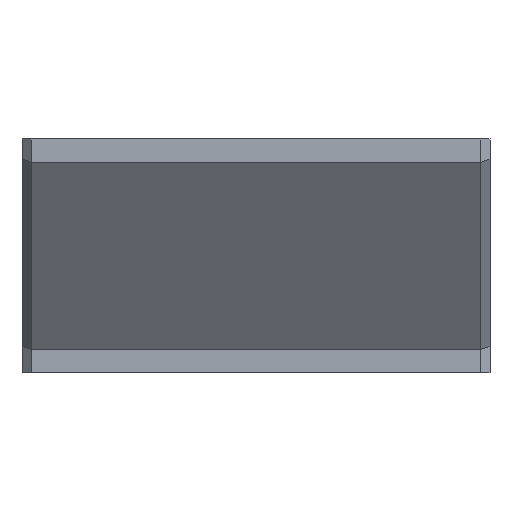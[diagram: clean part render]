
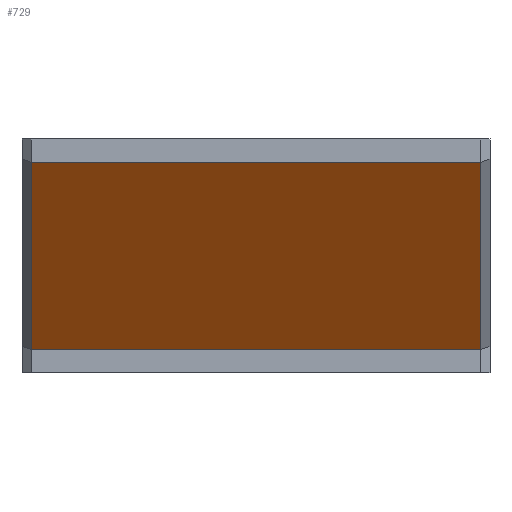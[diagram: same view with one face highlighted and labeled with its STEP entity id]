
A CAD part, left-side view. The second image highlights one B-rep face of the part: STEP entity #729.
In plain terms, the highlighted planar face has unit normal (-0.795, 0, -0.606).
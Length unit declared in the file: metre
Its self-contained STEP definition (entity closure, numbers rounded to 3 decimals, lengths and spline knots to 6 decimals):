
#43=LINE('',#1105,#133);
#44=LINE('',#1108,#134);
#45=LINE('',#1110,#135);
#46=LINE('',#1112,#136);
#133=VECTOR('',#865,1.);
#134=VECTOR('',#866,1.);
#135=VECTOR('',#867,1.);
#136=VECTOR('',#868,1.);
#228=ORIENTED_EDGE('',*,*,#427,.F.);
#229=ORIENTED_EDGE('',*,*,#428,.T.);
#230=ORIENTED_EDGE('',*,*,#429,.T.);
#231=ORIENTED_EDGE('',*,*,#430,.T.);
#427=EDGE_CURVE('',#526,#527,#43,.T.);
#428=EDGE_CURVE('',#526,#528,#44,.T.);
#429=EDGE_CURVE('',#528,#529,#45,.T.);
#430=EDGE_CURVE('',#529,#527,#46,.T.);
#526=VERTEX_POINT('',#1106);
#527=VERTEX_POINT('',#1107);
#528=VERTEX_POINT('',#1109);
#529=VERTEX_POINT('',#1111);
#584=EDGE_LOOP('',(#228,#229,#230,#231));
#640=FACE_BOUND('',#584,.T.);
#692=PLANE('',#787);
#729=ADVANCED_FACE('',(#640),#692,.T.);
#787=AXIS2_PLACEMENT_3D('',#1104,#863,#864);
#863=DIRECTION('',(-0.795,0.,-0.606));
#864=DIRECTION('',(-0.606,0.,0.795));
#865=DIRECTION('',(0.,1.,0.));
#866=DIRECTION('',(-0.606,0.,0.795));
#867=DIRECTION('',(0.,1.,0.));
#868=DIRECTION('',(0.606,0.,-0.795));
#1104=CARTESIAN_POINT('',(-0.0261,-0.04,0.008));
#1105=CARTESIAN_POINT('',(-0.02,-0.04,0.));
#1106=CARTESIAN_POINT('',(-0.02,-0.0392,0.));
#1107=CARTESIAN_POINT('',(-0.02,-0.0008,0.));
#1108=CARTESIAN_POINT('',(-0.0261,-0.0392,0.008));
#1109=CARTESIAN_POINT('',(-0.0322,-0.0392,0.016));
#1110=CARTESIAN_POINT('',(-0.0322,-0.04,0.016));
#1111=CARTESIAN_POINT('',(-0.0322,-0.0008,0.016));
#1112=CARTESIAN_POINT('',(-0.02,-0.0008,0.));
